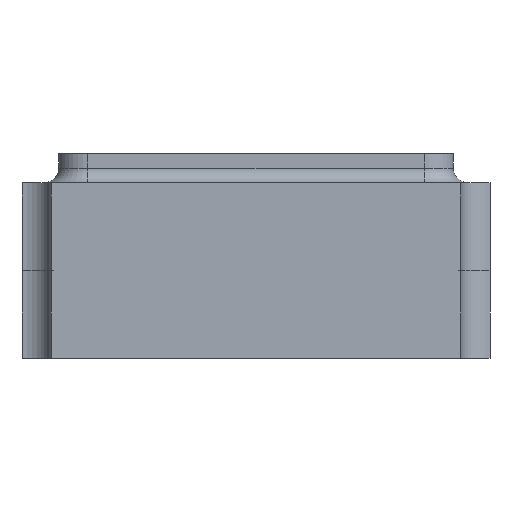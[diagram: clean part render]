
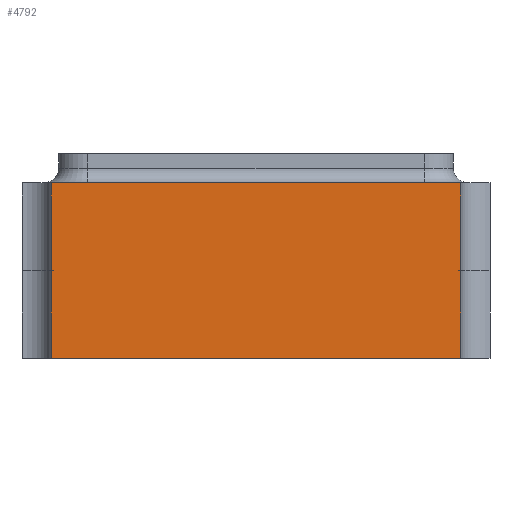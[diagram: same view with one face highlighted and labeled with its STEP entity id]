
A CAD part, left-side view. The second image highlights one B-rep face of the part: STEP entity #4792.
In plain terms, the highlighted planar face has unit normal (-1, 0, 0).
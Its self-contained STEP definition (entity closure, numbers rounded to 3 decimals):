
#574=ORIENTED_EDGE('',*,*,#1474,.T.);
#575=ORIENTED_EDGE('',*,*,#1457,.F.);
#576=ORIENTED_EDGE('',*,*,#1501,.F.);
#577=ORIENTED_EDGE('',*,*,#1502,.F.);
#578=ORIENTED_EDGE('',*,*,#1499,.T.);
#579=ORIENTED_EDGE('',*,*,#1432,.T.);
#1432=EDGE_CURVE('',#1930,#1936,#2290,.T.);
#1457=EDGE_CURVE('',#1939,#1953,#2314,.T.);
#1474=EDGE_CURVE('',#1936,#1953,#2327,.T.);
#1499=EDGE_CURVE('',#1973,#1930,#2347,.T.);
#1501=EDGE_CURVE('',#1974,#1939,#2348,.T.);
#1502=EDGE_CURVE('',#1973,#1974,#2349,.T.);
#1930=VERTEX_POINT('',#6218);
#1936=VERTEX_POINT('',#6240);
#1939=VERTEX_POINT('',#6249);
#1953=VERTEX_POINT('',#6291);
#1973=VERTEX_POINT('',#6372);
#1974=VERTEX_POINT('',#6376);
#2290=LINE('',#6241,#2611);
#2314=LINE('',#6292,#2635);
#2327=LINE('',#6324,#2648);
#2347=LINE('',#6371,#2668);
#2348=LINE('',#6375,#2669);
#2349=LINE('',#6377,#2670);
#2611=VECTOR('',#5379,1000.);
#2635=VECTOR('',#5423,1000.);
#2648=VECTOR('',#5458,1000.);
#2668=VECTOR('',#5510,1000.);
#2669=VECTOR('',#5515,1000.);
#2670=VECTOR('',#5516,1000.);
#2917=EDGE_LOOP('',(#574,#575,#576,#577,#578,#579));
#3160=FACE_BOUND('',#2917,.T.);
#3393=PLANE('',#5055);
#4792=ADVANCED_FACE('',(#3160),#3393,.F.);
#5055=AXIS2_PLACEMENT_3D('',#6374,#5513,#5514);
#5379=DIRECTION('',(0.,0.,-1.));
#5423=DIRECTION('',(0.,0.,-1.));
#5458=DIRECTION('',(0.,-1.,0.));
#5510=DIRECTION('',(0.,0.,-1.));
#5513=DIRECTION('',(1.,0.,0.));
#5514=DIRECTION('',(0.,0.,-1.));
#5515=DIRECTION('',(0.,0.,-1.));
#5516=DIRECTION('',(0.,-1.,0.));
#6218=CARTESIAN_POINT('',(-1.,0.7,0.3));
#6240=CARTESIAN_POINT('',(-1.,0.7,0.));
#6241=CARTESIAN_POINT('',(-1.,0.7,0.6));
#6249=CARTESIAN_POINT('',(-1.,-0.7,0.3));
#6291=CARTESIAN_POINT('',(-1.,-0.7,0.));
#6292=CARTESIAN_POINT('',(-1.,-0.7,0.6));
#6324=CARTESIAN_POINT('',(-1.,0.7,0.));
#6371=CARTESIAN_POINT('',(-1.,0.7,0.6));
#6372=CARTESIAN_POINT('',(-1.,0.7,0.6));
#6374=CARTESIAN_POINT('',(-1.,0.7,0.6));
#6375=CARTESIAN_POINT('',(-1.,-0.7,0.6));
#6376=CARTESIAN_POINT('',(-1.,-0.7,0.6));
#6377=CARTESIAN_POINT('',(-1.,0.7,0.6));
